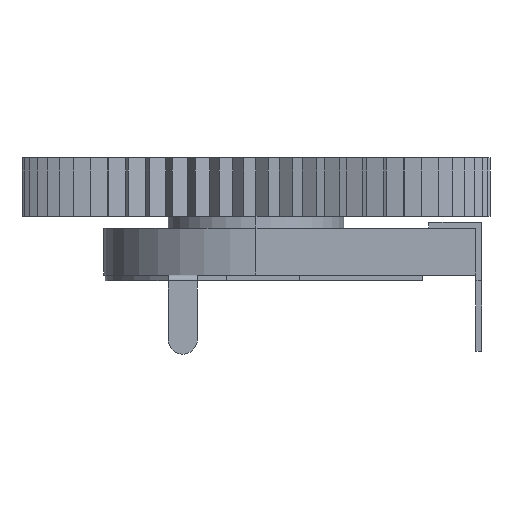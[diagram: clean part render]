
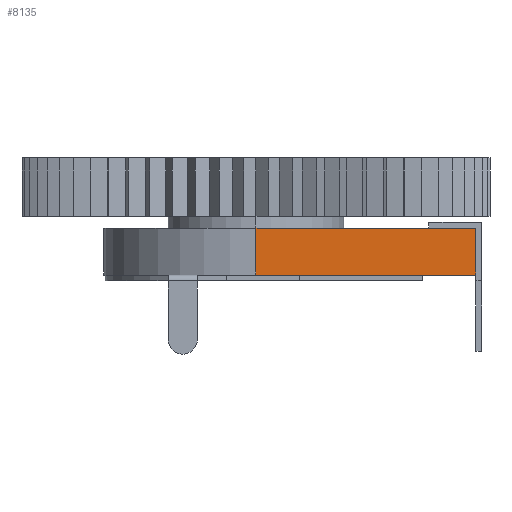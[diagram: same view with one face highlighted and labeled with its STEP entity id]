
A CAD part, left-side view. The second image highlights one B-rep face of the part: STEP entity #8135.
In plain terms, the highlighted planar face has unit normal (-1, 0, 0).
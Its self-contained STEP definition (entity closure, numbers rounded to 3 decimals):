
#3397 = VERTEX_POINT('',#3398);
#3398 = CARTESIAN_POINT('',(-5.25,2.5,1.9));
#3405 = EDGE_CURVE('',#3406,#3397,#3408,.T.);
#3406 = VERTEX_POINT('',#3407);
#3407 = CARTESIAN_POINT('',(-5.25,-5.,
    1.9));
#3408 = LINE('',#3409,#3410);
#3409 = CARTESIAN_POINT('',(-5.25,7.7,
    1.9));
#3410 = VECTOR('',#3411,1.);
#3411 = DIRECTION('',(0.,1.,0.));
#3670 = EDGE_CURVE('',#3671,#3673,#3675,.T.);
#3671 = VERTEX_POINT('',#3672);
#3672 = CARTESIAN_POINT('',(-5.25,2.5,0.3));
#3673 = VERTEX_POINT('',#3674);
#3674 = CARTESIAN_POINT('',(-5.25,-5.,
    0.3));
#3675 = LINE('',#3676,#3677);
#3676 = CARTESIAN_POINT('',(-5.25,7.7,
    0.3));
#3677 = VECTOR('',#3678,1.);
#3678 = DIRECTION('',(0.,-1.,0.));
#8086 = EDGE_CURVE('',#3673,#3406,#8087,.T.);
#8087 = LINE('',#8088,#8089);
#8088 = CARTESIAN_POINT('',(-5.25,-5.,
    -20.178));
#8089 = VECTOR('',#8090,1.);
#8090 = DIRECTION('',(0.,0.,1.));
#8135 = ADVANCED_FACE('',(#8136),#8147,.F.);
#8136 = FACE_BOUND('',#8137,.T.);
#8137 = EDGE_LOOP('',(#8138,#8139,#8145,#8146));
#8138 = ORIENTED_EDGE('',*,*,#3405,.T.);
#8139 = ORIENTED_EDGE('',*,*,#8140,.T.);
#8140 = EDGE_CURVE('',#3397,#3671,#8141,.T.);
#8141 = LINE('',#8142,#8143);
#8142 = CARTESIAN_POINT('',(-5.25,2.5,-20.178));
#8143 = VECTOR('',#8144,1.);
#8144 = DIRECTION('',(-0.,-0.,-1.));
#8145 = ORIENTED_EDGE('',*,*,#3670,.T.);
#8146 = ORIENTED_EDGE('',*,*,#8086,.T.);
#8147 = PLANE('',#8148);
#8148 = AXIS2_PLACEMENT_3D('',#8149,#8150,#8151);
#8149 = CARTESIAN_POINT('',(-5.25,7.7,
    -20.178));
#8150 = DIRECTION('',(1.,0.,0.));
#8151 = DIRECTION('',(0.,1.,0.));
